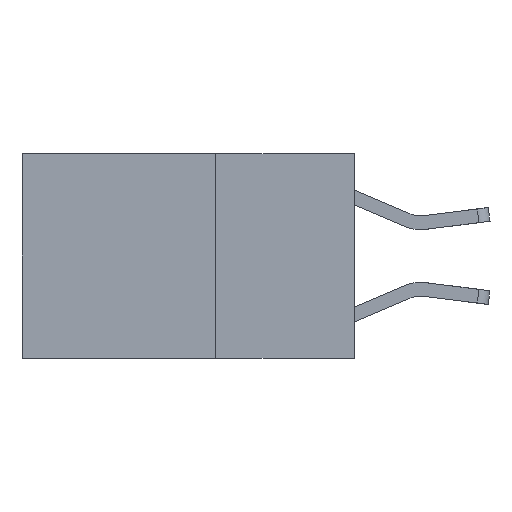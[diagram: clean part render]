
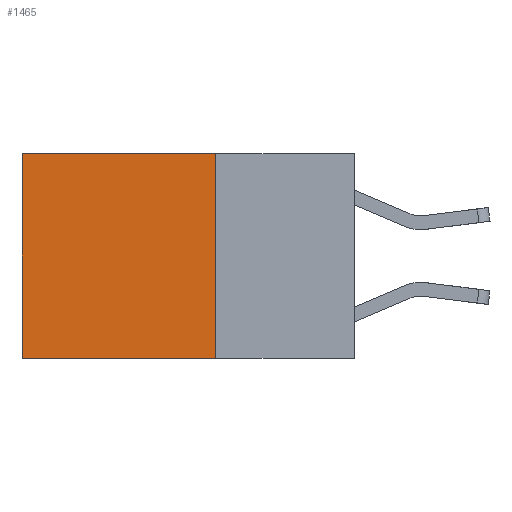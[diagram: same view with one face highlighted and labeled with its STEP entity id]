
A CAD part, left-side view. The second image highlights one B-rep face of the part: STEP entity #1465.
In plain terms, the highlighted planar face has unit normal (-1, 0, 0).
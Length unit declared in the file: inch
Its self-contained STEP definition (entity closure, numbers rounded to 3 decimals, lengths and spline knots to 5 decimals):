
#224 = DIRECTION ( 'NONE',  ( 0., 0., -1. ) ) ;
#228 = LINE ( 'NONE', #253, #2633 ) ;
#253 = CARTESIAN_POINT ( 'NONE',  ( 0.2625, 0.25, 0. ) ) ;
#1422 = FACE_OUTER_BOUND ( 'NONE', #9619, .T. ) ;
#1465 = ADVANCED_FACE ( 'NONE', ( #1422 ), #10202, .F. ) ;
#1923 = EDGE_CURVE ( 'NONE', #9738, #2122, #10539, .T. ) ;
#2122 = VERTEX_POINT ( 'NONE', #10850 ) ;
#2633 = VECTOR ( 'NONE', #224, 39.37008 ) ;
#2935 = DIRECTION ( 'NONE',  ( 0., 1., 0. ) ) ;
#2945 = EDGE_CURVE ( 'NONE', #3334, #2122, #8993, .T. ) ;
#3027 = CARTESIAN_POINT ( 'NONE',  ( 0.2625, 0.25, -0.37 ) ) ;
#3078 = ORIENTED_EDGE ( 'NONE', *, *, #7988, .T. ) ;
#3149 = ORIENTED_EDGE ( 'NONE', *, *, #4053, .F. ) ;
#3334 = VERTEX_POINT ( 'NONE', #5085 ) ;
#3758 = CARTESIAN_POINT ( 'NONE',  ( 0.2625, 0.25, 0. ) ) ;
#3857 = LINE ( 'NONE', #3758, #8152 ) ;
#4053 = EDGE_CURVE ( 'NONE', #10633, #9738, #228, .T. ) ;
#4432 = VECTOR ( 'NONE', #8276, 39.37008 ) ;
#4881 = ORIENTED_EDGE ( 'NONE', *, *, #1923, .F. ) ;
#5085 = CARTESIAN_POINT ( 'NONE',  ( 0.2625, 0.6, 0. ) ) ;
#6103 = CARTESIAN_POINT ( 'NONE',  ( 0.2625, 0.25, -0.37 ) ) ;
#7890 = AXIS2_PLACEMENT_3D ( 'NONE', #10126, #10184, #10342 ) ;
#7988 = EDGE_CURVE ( 'NONE', #10633, #3334, #3857, .T. ) ;
#8152 = VECTOR ( 'NONE', #9743, 39.37008 ) ;
#8250 = CARTESIAN_POINT ( 'NONE',  ( 0.2625, 0.6, 0. ) ) ;
#8276 = DIRECTION ( 'NONE',  ( 0., 0., -1. ) ) ;
#8344 = VECTOR ( 'NONE', #2935, 39.37008 ) ;
#8993 = LINE ( 'NONE', #8250, #4432 ) ;
#9619 = EDGE_LOOP ( 'NONE', ( #10988, #4881, #3149, #3078 ) ) ;
#9719 = CARTESIAN_POINT ( 'NONE',  ( 0.2625, 0.25, 0. ) ) ;
#9738 = VERTEX_POINT ( 'NONE', #6103 ) ;
#9743 = DIRECTION ( 'NONE',  ( 0., 1., 0. ) ) ;
#10126 = CARTESIAN_POINT ( 'NONE',  ( 0.2625, 0.25, 0. ) ) ;
#10184 = DIRECTION ( 'NONE',  ( 1., 0., 0. ) ) ;
#10202 = PLANE ( 'NONE',  #7890 ) ;
#10342 = DIRECTION ( 'NONE',  ( 0., 0., -1. ) ) ;
#10539 = LINE ( 'NONE', #3027, #8344 ) ;
#10633 = VERTEX_POINT ( 'NONE', #9719 ) ;
#10850 = CARTESIAN_POINT ( 'NONE',  ( 0.2625, 0.6, -0.37 ) ) ;
#10988 = ORIENTED_EDGE ( 'NONE', *, *, #2945, .T. ) ;
